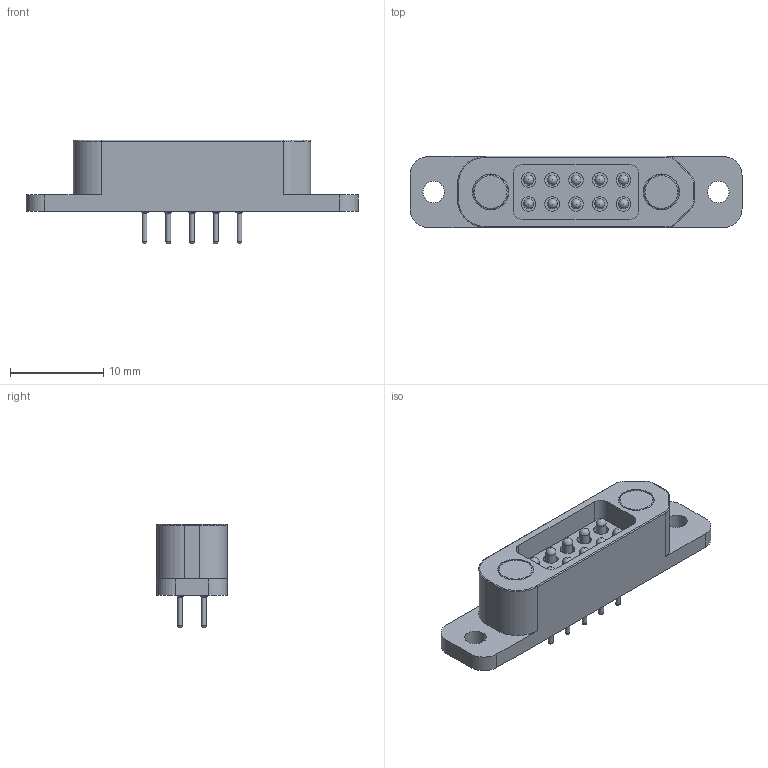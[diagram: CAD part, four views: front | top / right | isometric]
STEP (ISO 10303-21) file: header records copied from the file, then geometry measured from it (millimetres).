
FILE_DESCRIPTION(/* description */ ('Unknown'),/* implementation_level */ '2;1');
FILE_NAME(/* name */ '875-22-010-10-012101',/* time_stamp */ '2025-11-04T14:56:50+02:00',/* author */ ('Unknown'),/* organization */ ('Unknown'),/* preprocessor_version */ 'ST-DEVELOPER v19.4',/* originating_system */ 'Solid Edge',/* authorisation */ 'Unknown');
FILE_SCHEMA (('AUTOMOTIVE_DESIGN {1 0 10303 214 3 1 1}'));
Length unit declared in the file: millimetre
Products named in the file (1): 875-22-010-10-012101
Bounding box: 35.56 x 7.62 x 11.07 mm (x, y, z)
Volume: 1346.1 mm3; surface area: 1298.4 mm2
Topology: 1 solids, 1 shells, 135 faces, 311 edges, 203 vertices
Faces by surface type: cylinder 56, plane 41, torus 28, cone 10
Full cylindrical faces by diameter (mm): 0.51 x10, 1.06 x10, 1.585 x10, 2.3 x2, 3.7 x2, 3.85 x2
Entity records: 4170 total; most frequent: DIRECTION 614, CARTESIAN_POINT 510, ORIENTED_EDGE 404, AXIS2_PLACEMENT_3D 276, FACE_BOUND 242, EDGE_LOOP 232, EDGE_CURVE 202, VERTEX_POINT 172
